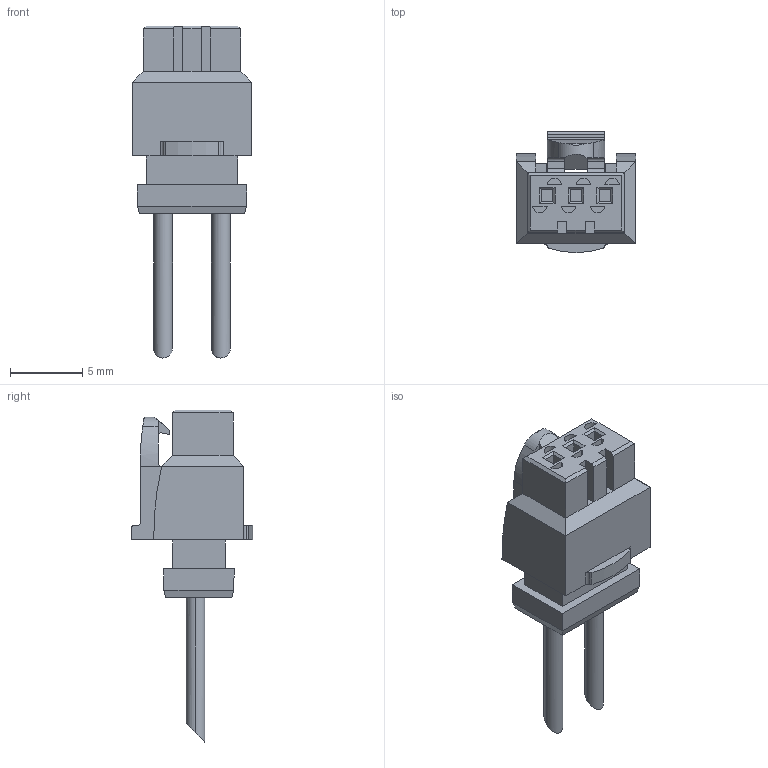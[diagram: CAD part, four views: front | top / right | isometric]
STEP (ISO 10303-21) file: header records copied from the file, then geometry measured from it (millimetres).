
FILE_DESCRIPTION (( 'STEP AP214' ), '1' );
FILE_NAME ('plug socket with cable.step', '2018-12-31T17:55:02', ( '' ), ( '' ), 'SwSTEP 2.0', 'SolidWorks 2018', '' );
FILE_SCHEMA (( 'AUTOMOTIVE_DESIGN' ));
Length unit declared in the file: millimetre
Products named in the file (1): plug socket with cable
Bounding box: 8.26 x 8.4 x 23 mm (x, y, z)
Volume: 509.8 mm3; surface area: 695.9 mm2
Topology: 1 solids, 1 shells, 145 faces, 358 edges, 226 vertices
Faces by surface type: plane 109, cylinder 36
Entity records: 4325 total; most frequent: CARTESIAN_POINT 802, ORIENTED_EDGE 716, DIRECTION 692, EDGE_CURVE 358, LINE 288, VECTOR 288, VERTEX_POINT 226, AXIS2_PLACEMENT_3D 202
